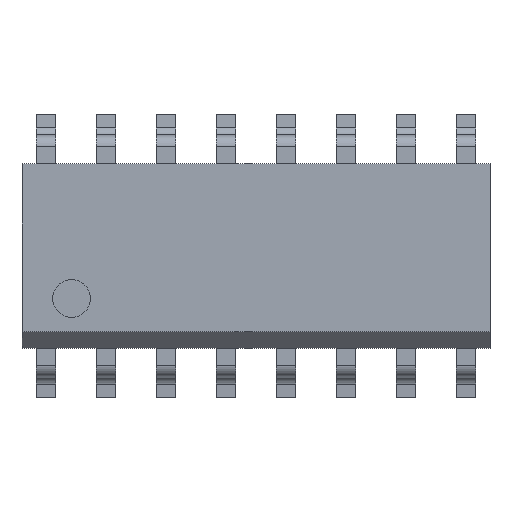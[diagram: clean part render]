
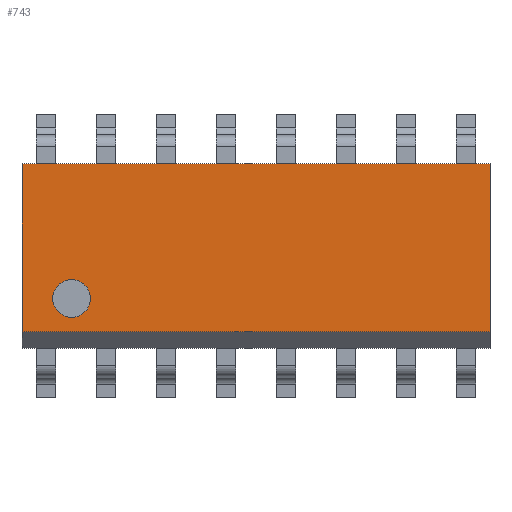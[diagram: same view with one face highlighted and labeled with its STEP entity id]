
A CAD part, top view. The second image highlights one B-rep face of the part: STEP entity #743.
In plain terms, the highlighted planar face has unit normal (0, 0, 1).
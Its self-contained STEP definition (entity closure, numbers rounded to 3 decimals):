
#24 = VERTEX_POINT('',#25);
#25 = CARTESIAN_POINT('',(-3.501,-0.901,1.4));
#31 = EDGE_CURVE('',#32,#24,#34,.T.);
#32 = VERTEX_POINT('',#33);
#33 = CARTESIAN_POINT('',(-4.301,-0.901,1.4));
#34 = CIRCLE('',#35,0.4);
#35 = AXIS2_PLACEMENT_3D('',#36,#37,#38);
#36 = CARTESIAN_POINT('',(-3.901,-0.901,1.4));
#37 = DIRECTION('',(0.,0.,1.));
#38 = DIRECTION('',(1.,0.,0.));
#375 = EDGE_CURVE('',#376,#378,#380,.T.);
#376 = VERTEX_POINT('',#377);
#377 = CARTESIAN_POINT('',(4.95,-1.6,1.4));
#378 = VERTEX_POINT('',#379);
#379 = CARTESIAN_POINT('',(4.95,1.95,1.4));
#380 = LINE('',#381,#382);
#381 = CARTESIAN_POINT('',(4.95,1.95,1.4));
#382 = VECTOR('',#383,1.);
#383 = DIRECTION('',(0.,1.,0.));
#695 = VERTEX_POINT('',#696);
#696 = CARTESIAN_POINT('',(-4.95,1.95,1.4));
#702 = EDGE_CURVE('',#378,#695,#703,.T.);
#703 = LINE('',#704,#705);
#704 = CARTESIAN_POINT('',(4.95,1.95,1.4));
#705 = VECTOR('',#706,1.);
#706 = DIRECTION('',(-1.,0.,0.));
#719 = VERTEX_POINT('',#720);
#720 = CARTESIAN_POINT('',(-4.95,-1.6,1.4));
#726 = EDGE_CURVE('',#695,#719,#727,.T.);
#727 = LINE('',#728,#729);
#728 = CARTESIAN_POINT('',(-4.95,1.95,1.4));
#729 = VECTOR('',#730,1.);
#730 = DIRECTION('',(0.,-1.,0.));
#743 = ADVANCED_FACE('',(#744,#754),#765,.T.);
#744 = FACE_BOUND('',#745,.T.);
#745 = EDGE_LOOP('',(#746,#753));
#746 = ORIENTED_EDGE('',*,*,#747,.F.);
#747 = EDGE_CURVE('',#24,#32,#748,.T.);
#748 = CIRCLE('',#749,0.4);
#749 = AXIS2_PLACEMENT_3D('',#750,#751,#752);
#750 = CARTESIAN_POINT('',(-3.901,-0.901,1.4));
#751 = DIRECTION('',(0.,0.,1.));
#752 = DIRECTION('',(1.,0.,0.));
#753 = ORIENTED_EDGE('',*,*,#31,.F.);
#754 = FACE_BOUND('',#755,.T.);
#755 = EDGE_LOOP('',(#756,#757,#763,#764));
#756 = ORIENTED_EDGE('',*,*,#726,.T.);
#757 = ORIENTED_EDGE('',*,*,#758,.T.);
#758 = EDGE_CURVE('',#719,#376,#759,.T.);
#759 = LINE('',#760,#761);
#760 = CARTESIAN_POINT('',(4.95,-1.6,1.4));
#761 = VECTOR('',#762,1.);
#762 = DIRECTION('',(1.,0.,0.));
#763 = ORIENTED_EDGE('',*,*,#375,.T.);
#764 = ORIENTED_EDGE('',*,*,#702,.T.);
#765 = PLANE('',#766);
#766 = AXIS2_PLACEMENT_3D('',#767,#768,#769);
#767 = CARTESIAN_POINT('',(-4.95,-1.95,1.4));
#768 = DIRECTION('',(0.,0.,1.));
#769 = DIRECTION('',(1.,0.,0.));
